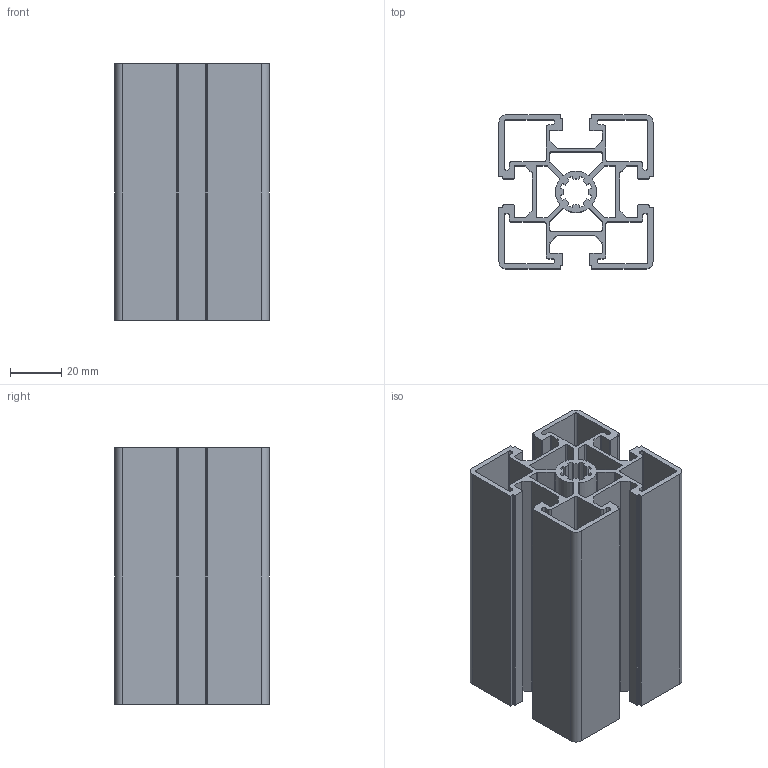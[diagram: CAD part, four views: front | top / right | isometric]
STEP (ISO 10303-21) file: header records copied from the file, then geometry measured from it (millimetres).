
FILE_DESCRIPTION(/* description */ ('Profil 60x60 lehký'),/* implementation_level */ '2;1');
FILE_NAME(/* name */ '166060L.stp',/* time_stamp */ '2023-09-18T16:12:42+02:00',/* author */ ('Machotka'),/* organization */ ('Alutec K&K'),/* preprocessor_version */ 'ST-DEVELOPER v18.1',/* originating_system */ 'Autodesk Inventor 2021',/* authorisation */ '');
FILE_SCHEMA (('AUTOMOTIVE_DESIGN { 1 0 10303 214 3 1 1 }'));
Length unit declared in the file: millimetre
Products named in the file (1): 166060L
Bounding box: 60 x 60 x 100 mm (x, y, z)
Volume: 98397.8 mm3; surface area: 98715.6 mm2
Topology: 1 solids, 1 shells, 250 faces, 744 edges, 496 vertices
Faces by surface type: plane 130, cylinder 120
Entity records: 8525 total; most frequent: CARTESIAN_POINT 1491, ORIENTED_EDGE 1488, DIRECTION 1486, EDGE_CURVE 744, LINE 504, VECTOR 504, VERTEX_POINT 496, AXIS2_PLACEMENT_3D 491
